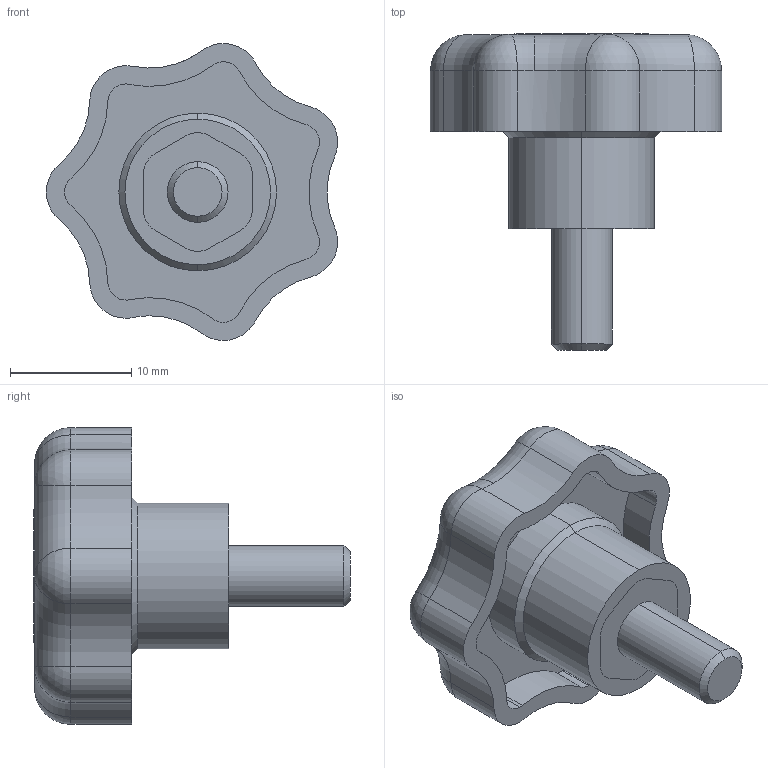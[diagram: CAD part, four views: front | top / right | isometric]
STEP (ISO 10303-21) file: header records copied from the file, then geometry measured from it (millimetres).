
FILE_DESCRIPTION (( 'STEP AP214' ), '1' );
FILE_NAME ('A426 Çâ¸çäíîîáðàçíàÿ-ðó÷êà (âèíò) Ì 5õ10 À=25ìì.STEP', '2021-09-09T11:59:04', ( 'Windows User' ), ( '' ), 'SwSTEP 2.0', 'SolidWorks 2021', '' );
FILE_SCHEMA (( 'AUTOMOTIVE_DESIGN' ));
Length unit declared in the file: millimetre
Products named in the file (1): A426 Çâ¸çäíîîáðàçíàÿ-ðó÷êà (âèíò) Ì 5õ10 À=25ìì
Bounding box: 24 x 26.05 x 24.47 mm (x, y, z)
Volume: 3782.4 mm3; surface area: 2745 mm2
Topology: 2 solids, 2 shells, 96 faces, 241 edges, 147 vertices
Faces by surface type: cylinder 56, plane 21, torus 8, sphere 7, cone 4
Entity records: 2925 total; most frequent: DIRECTION 566, CARTESIAN_POINT 478, ORIENTED_EDGE 468, AXIS2_PLACEMENT_3D 235, EDGE_CURVE 234, VERTEX_POINT 147, CIRCLE 138, EDGE_LOOP 101
